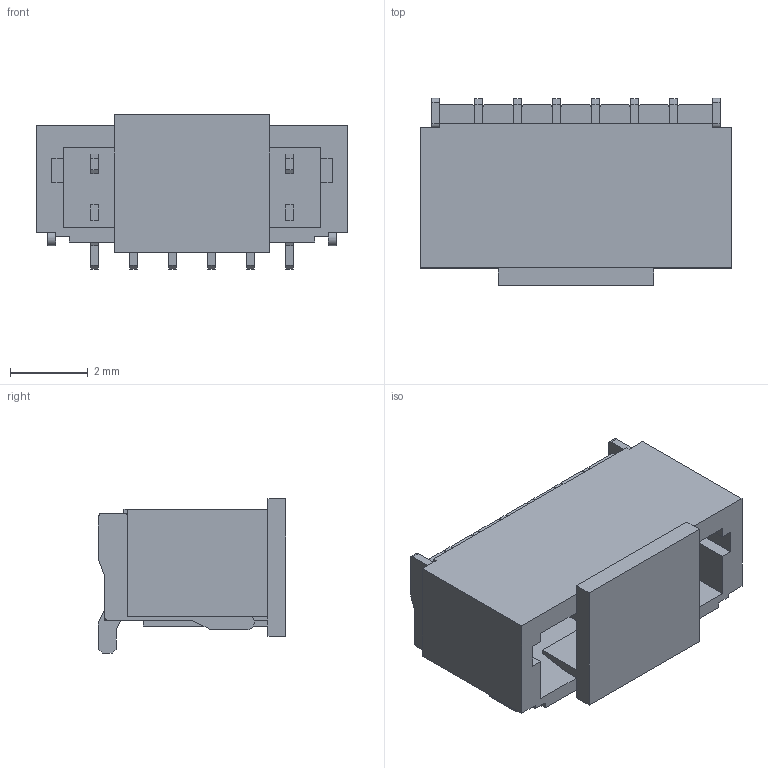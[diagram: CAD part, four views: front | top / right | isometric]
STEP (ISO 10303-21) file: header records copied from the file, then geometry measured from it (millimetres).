
FILE_DESCRIPTION(/* description */ ('Unknown'),/* implementation_level */ '2;1');
FILE_NAME(/* name */ '665306124022',/* time_stamp */ '2018-03-27T11:40:35+02:00',/* author */ ('Unknown'),/* organization */ ('Unknown'),/* preprocessor_version */ 'ST-DEVELOPER v16.7',/* originating_system */ 'DEX',/* authorisation */ $);
FILE_SCHEMA (('AUTOMOTIVE_DESIGN {1 0 10303 214 3 1 1}'));
Length unit declared in the file: millimetre
Products named in the file (5): 6653xx124022; 665306124022; 6653xx124022_PIN; 6653xx124022_PATTE; 6653xx124022_Cap
Assembly tree (10 placements, depth 2):
  6653xx124022
    665306124022
    6653xx124022_PIN  x6
    6653xx124022_PATTE  x2
    6653xx124022_Cap
Bounding box: 8 x 4.8 x 3.96 mm (x, y, z)
Volume: 64.4 mm3; surface area: 353.2 mm2
Topology: 10 solids, 10 shells, 363 faces, 1062 edges, 708 vertices
Faces by surface type: plane 309, cylinder 54
Entity records: 7532 total; most frequent: CARTESIAN_POINT 1328, ORIENTED_EDGE 1320, DIRECTION 1190, EDGE_CURVE 660, LINE 586, VECTOR 586, VERTEX_POINT 440, AXIS2_PLACEMENT_3D 302
